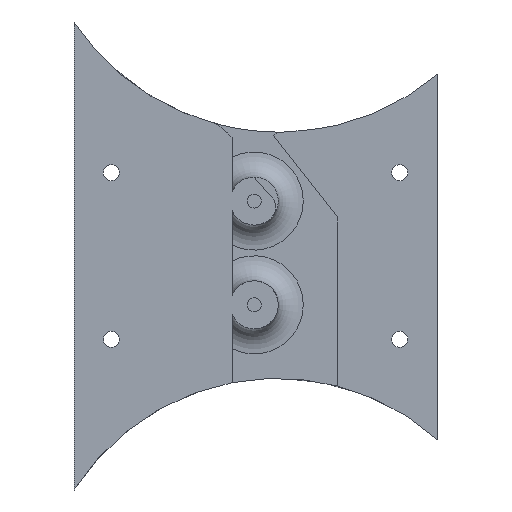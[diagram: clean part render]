
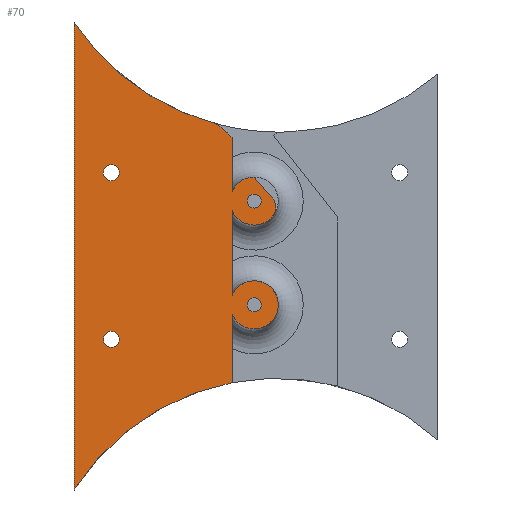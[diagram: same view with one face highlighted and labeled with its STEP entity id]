
A CAD part, left-side view. The second image highlights one B-rep face of the part: STEP entity #70.
In plain terms, the highlighted planar face has unit normal (-1, 0, 0).
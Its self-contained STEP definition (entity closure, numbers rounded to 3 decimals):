
#70=ADVANCED_FACE('',(#252,#254,#256,#258,#260),#262,.T.);
#252=FACE_BOUND('',#253,.T.);
#253=EDGE_LOOP('',(#647,#648,#649,#650,#651,#652,#653,#654,#655,#656,#657,#658,#659));
#254=FACE_BOUND('',#255,.T.);
#255=EDGE_LOOP('',(#660));
#256=FACE_BOUND('',#257,.T.);
#257=EDGE_LOOP('',(#661));
#258=FACE_BOUND('',#259,.T.);
#259=EDGE_LOOP('',(#662));
#260=FACE_BOUND('',#261,.T.);
#261=EDGE_LOOP('',(#663));
#262=PLANE('',#263);
#263=AXIS2_PLACEMENT_3D('',#264,#265,#266);
#264=CARTESIAN_POINT('',(0.,-21.024,56.353));
#265=DIRECTION('',(-1.,0.,0.));
#266=DIRECTION('',(0.,0.,1.));
#647=ORIENTED_EDGE('',*,*,#893,.T.);
#648=ORIENTED_EDGE('',*,*,#937,.T.);
#649=ORIENTED_EDGE('',*,*,#938,.F.);
#650=ORIENTED_EDGE('',*,*,#939,.T.);
#651=ORIENTED_EDGE('',*,*,#940,.F.);
#652=ORIENTED_EDGE('',*,*,#941,.F.);
#653=ORIENTED_EDGE('',*,*,#942,.F.);
#654=ORIENTED_EDGE('',*,*,#943,.F.);
#655=ORIENTED_EDGE('',*,*,#920,.F.);
#656=ORIENTED_EDGE('',*,*,#944,.F.);
#657=ORIENTED_EDGE('',*,*,#945,.T.);
#658=ORIENTED_EDGE('',*,*,#888,.T.);
#659=ORIENTED_EDGE('',*,*,#946,.F.);
#660=ORIENTED_EDGE('',*,*,#887,.F.);
#661=ORIENTED_EDGE('',*,*,#892,.F.);
#662=ORIENTED_EDGE('',*,*,#930,.T.);
#663=ORIENTED_EDGE('',*,*,#934,.T.);
#887=EDGE_CURVE('',#1050,#1050,#1051,.T.);
#888=EDGE_CURVE('',#1052,#1053,#1054,.T.);
#892=EDGE_CURVE('',#1059,#1059,#1060,.T.);
#893=EDGE_CURVE('',#1061,#1062,#1063,.T.);
#920=EDGE_CURVE('',#1112,#1114,#1115,.T.);
#930=EDGE_CURVE('',#1132,#1132,#1133,.T.);
#934=EDGE_CURVE('',#1140,#1140,#1141,.T.);
#937=EDGE_CURVE('',#1062,#1146,#1147,.T.);
#938=EDGE_CURVE('',#1148,#1146,#1149,.T.);
#939=EDGE_CURVE('',#1148,#1150,#1151,.T.);
#940=EDGE_CURVE('',#1152,#1150,#1153,.T.);
#941=EDGE_CURVE('',#1154,#1152,#1155,.T.);
#942=EDGE_CURVE('',#1156,#1154,#1157,.T.);
#943=EDGE_CURVE('',#1114,#1156,#1158,.T.);
#944=EDGE_CURVE('',#1159,#1112,#1160,.T.);
#945=EDGE_CURVE('',#1159,#1052,#1161,.T.);
#946=EDGE_CURVE('',#1061,#1053,#1162,.T.);
#1050=VERTEX_POINT('',#1813);
#1051=CIRCLE('',#1814,1.4);
#1052=VERTEX_POINT('',#1818);
#1053=VERTEX_POINT('',#1819);
#1054=CIRCLE('',#1820,4.804);
#1059=VERTEX_POINT('',#1835);
#1060=CIRCLE('',#1836,1.4);
#1061=VERTEX_POINT('',#1840);
#1062=VERTEX_POINT('',#1841);
#1063=CIRCLE('',#1842,4.804);
#1112=VERTEX_POINT('',#2168);
#1114=VERTEX_POINT('',#2172);
#1115=CIRCLE('',#2173,48.077);
#1132=VERTEX_POINT('',#2297);
#1133=CIRCLE('',#2298,1.6);
#1140=VERTEX_POINT('',#2317);
#1141=CIRCLE('',#2318,1.6);
#1146=VERTEX_POINT('',#2332);
#1147=CIRCLE('',#2333,3.);
#1148=VERTEX_POINT('',#2337);
#1149=LINE('',#2338,#2339);
#1150=VERTEX_POINT('',#2341);
#1151=CIRCLE('',#2342,4.804);
#1152=VERTEX_POINT('',#2346);
#1153=LINE('',#2347,#2348);
#1154=VERTEX_POINT('',#2350);
#1155=CIRCLE('',#2351,22.282);
#1156=VERTEX_POINT('',#2355);
#1157=CIRCLE('',#2356,49.21);
#1158=LINE('',#2360,#2361);
#1159=VERTEX_POINT('',#2363);
#1160=LINE('',#2364,#2365);
#1161=CIRCLE('',#2367,4.804);
#1162=LINE('',#2371,#2372);
#1813=CARTESIAN_POINT('',(0.,-16.016,-28.802));
#1814=AXIS2_PLACEMENT_3D('',#1815,#1816,#1817);
#1815=CARTESIAN_POINT('',(0.,-16.016,-27.402));
#1816=DIRECTION('',(-1.,0.,0.));
#1817=DIRECTION('',(0.,0.,-1.));
#1818=CARTESIAN_POINT('',(0.,-16.016,-32.206));
#1819=CARTESIAN_POINT('',(0.,-11.601,-25.508));
#1820=AXIS2_PLACEMENT_3D('',#1821,#1822,#1823);
#1821=CARTESIAN_POINT('',(0.,-16.016,-27.402));
#1822=DIRECTION('',(-1.,0.,0.));
#1823=DIRECTION('',(0.,0.,-1.));
#1835=CARTESIAN_POINT('',(0.,-16.016,-8.048));
#1836=AXIS2_PLACEMENT_3D('',#1837,#1838,#1839);
#1837=CARTESIAN_POINT('',(0.,-16.016,-6.648));
#1838=DIRECTION('',(-1.,0.,0.));
#1839=DIRECTION('',(0.,0.,-1.));
#1840=CARTESIAN_POINT('',(0.,-11.601,-8.542));
#1841=CARTESIAN_POINT('',(0.,-19.452,-10.006));
#1842=AXIS2_PLACEMENT_3D('',#1843,#1844,#1845);
#1843=CARTESIAN_POINT('',(0.,-16.016,-6.648));
#1844=DIRECTION('',(-1.,0.,0.));
#1845=DIRECTION('',(0.,0.919,-0.394));
#2168=CARTESIAN_POINT('',(0.,-11.601,-42.951));
#2172=CARTESIAN_POINT('',(0.,19.991,-64.428));
#2173=AXIS2_PLACEMENT_3D('',#2174,#2175,#2176);
#2174=CARTESIAN_POINT('',(0.,-20.61,-90.177));
#2175=DIRECTION('',(-1.,0.,0.));
#2176=DIRECTION('',(0.,0.187,0.982));
#2297=CARTESIAN_POINT('',(0.,12.566,0.631));
#2298=AXIS2_PLACEMENT_3D('',#2299,#2300,#2301);
#2299=CARTESIAN_POINT('',(0.,12.566,-0.969));
#2300=DIRECTION('',(1.,0.,0.));
#2301=DIRECTION('',(0.,0.,1.));
#2317=CARTESIAN_POINT('',(0.,12.566,-32.713));
#2318=AXIS2_PLACEMENT_3D('',#2319,#2320,#2321);
#2319=CARTESIAN_POINT('',(0.,12.566,-34.313));
#2320=DIRECTION('',(1.,0.,0.));
#2321=DIRECTION('',(0.,0.,1.));
#2332=CARTESIAN_POINT('',(0.,-19.572,-5.943));
#2333=AXIS2_PLACEMENT_3D('',#2334,#2335,#2336);
#2334=CARTESIAN_POINT('',(0.,-17.306,-7.909));
#2335=DIRECTION('',(-1.,0.,0.));
#2336=DIRECTION('',(0.,-0.715,-0.699));
#2337=CARTESIAN_POINT('',(0.,-16.016,-1.843));
#2338=CARTESIAN_POINT('',(0.,-16.016,-1.843));
#2339=VECTOR('',#2340,1.);
#2340=DIRECTION('',(0.,-0.655,-0.755));
#2341=CARTESIAN_POINT('',(0.,-11.601,-4.753));
#2342=AXIS2_PLACEMENT_3D('',#2343,#2344,#2345);
#2343=CARTESIAN_POINT('',(0.,-16.016,-6.648));
#2344=DIRECTION('',(-1.,0.,0.));
#2345=DIRECTION('',(0.,0.,1.));
#2346=CARTESIAN_POINT('',(0.,-11.601,5.984));
#2347=CARTESIAN_POINT('',(0.,-11.601,5.984));
#2348=VECTOR('',#2349,1.);
#2349=DIRECTION('',(0.,0.,-1.));
#2350=CARTESIAN_POINT('',(0.,-8.504,8.762));
#2351=AXIS2_PLACEMENT_3D('',#2352,#2353,#2354);
#2352=CARTESIAN_POINT('',(0.,4.762,-9.14));
#2353=DIRECTION('',(1.,0.,0.));
#2354=DIRECTION('',(0.,-0.595,0.803));
#2355=CARTESIAN_POINT('',(0.,19.991,29.162));
#2356=AXIS2_PLACEMENT_3D('',#2357,#2358,#2359);
#2357=CARTESIAN_POINT('',(0.,-21.024,56.353));
#2358=DIRECTION('',(-1.,0.,0.));
#2359=DIRECTION('',(0.,0.833,-0.553));
#2360=CARTESIAN_POINT('',(0.,19.991,-64.428));
#2361=VECTOR('',#2362,1.);
#2362=DIRECTION('',(0.,0.,1.));
#2363=CARTESIAN_POINT('',(0.,-11.601,-29.296));
#2364=CARTESIAN_POINT('',(0.,-11.601,-29.296));
#2365=VECTOR('',#2366,1.);
#2366=DIRECTION('',(0.,0.,-1.));
#2367=AXIS2_PLACEMENT_3D('',#2368,#2369,#2370);
#2368=CARTESIAN_POINT('',(0.,-16.016,-27.402));
#2369=DIRECTION('',(-1.,0.,0.));
#2370=DIRECTION('',(0.,0.919,-0.394));
#2371=CARTESIAN_POINT('',(0.,-11.601,-8.542));
#2372=VECTOR('',#2373,1.);
#2373=DIRECTION('',(0.,0.,-1.));
